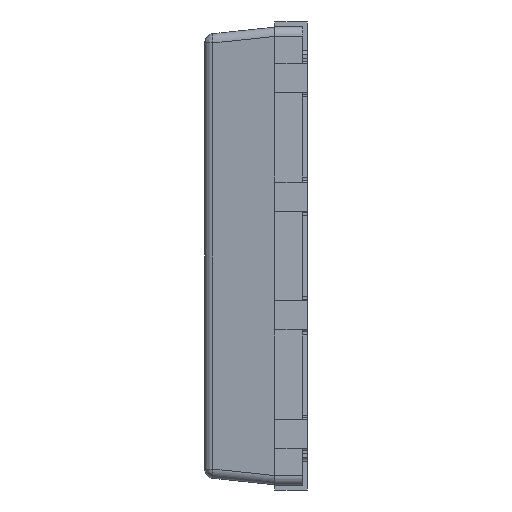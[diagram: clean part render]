
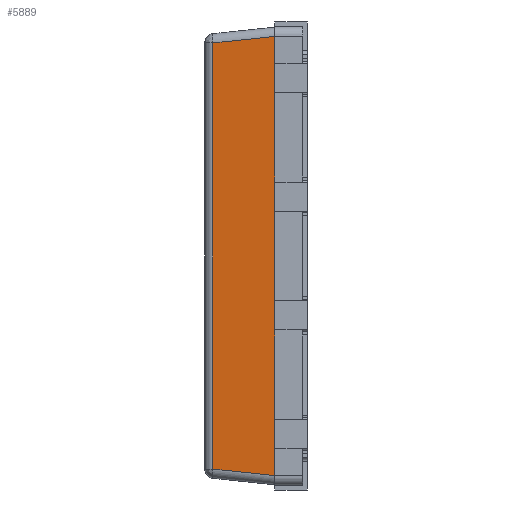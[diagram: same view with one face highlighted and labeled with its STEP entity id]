
A CAD part, left-side view. The second image highlights one B-rep face of the part: STEP entity #5889.
In plain terms, the highlighted planar face has unit normal (-0.995, 0.104, 0).
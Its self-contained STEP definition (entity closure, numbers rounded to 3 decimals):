
#110 = ORIENTED_EDGE ( 'NONE', *, *, #13718, .T. ) ;
#163 = PLANE ( 'NONE',  #7871 ) ;
#248 = CARTESIAN_POINT ( 'NONE',  ( -2.895, 0.35, 0.48 ) ) ;
#270 = EDGE_CURVE ( 'NONE', #13698, #11834, #3919, .T. ) ;
#535 = VECTOR ( 'NONE', #7509, 1000. ) ;
#560 = VERTEX_POINT ( 'NONE', #648 ) ;
#576 = EDGE_CURVE ( 'NONE', #12591, #10886, #13773, .T. ) ;
#648 = CARTESIAN_POINT ( 'NONE',  ( -2.895, 0.35, -2.346 ) ) ;
#758 = EDGE_CURVE ( 'NONE', #6677, #12591, #10149, .T. ) ;
#765 = EDGE_CURVE ( 'NONE', #3916, #6677, #7962, .T. ) ;
#979 = ORIENTED_EDGE ( 'NONE', *, *, #11697, .T. ) ;
#1003 = LINE ( 'NONE', #4178, #535 ) ;
#1363 = CARTESIAN_POINT ( 'NONE',  ( -2.895, 0.35, -2.27 ) ) ;
#1377 = CARTESIAN_POINT ( 'NONE',  ( -2.895, 0.35, 2.346 ) ) ;
#1608 = EDGE_CURVE ( 'NONE', #4380, #13380, #8250, .T. ) ;
#2050 = DIRECTION ( 'NONE',  ( 0.104, 0.989, -0.104 ) ) ;
#2051 = ORIENTED_EDGE ( 'NONE', *, *, #576, .T. ) ;
#2106 = VECTOR ( 'NONE', #7995, 1000. ) ;
#2303 = CARTESIAN_POINT ( 'NONE',  ( -2.895, 0.35, 1.75 ) ) ;
#2339 = DIRECTION ( 'NONE',  ( 0., 0., 1. ) ) ;
#2414 = EDGE_CURVE ( 'NONE', #9235, #3916, #6846, .T. ) ;
#2461 = VECTOR ( 'NONE', #11796, 1000. ) ;
#3114 = EDGE_CURVE ( 'NONE', #7468, #13380, #6626, .T. ) ;
#3572 = FACE_OUTER_BOUND ( 'NONE', #9270, .T. ) ;
#3635 = DIRECTION ( 'NONE',  ( -0.995, 0.105, 0. ) ) ;
#3890 = VECTOR ( 'NONE', #13598, 1000. ) ;
#3916 = VERTEX_POINT ( 'NONE', #6090 ) ;
#3919 = LINE ( 'NONE', #12889, #9954 ) ;
#4178 = CARTESIAN_POINT ( 'NONE',  ( -2.895, 0.35, -2.27 ) ) ;
#4380 = VERTEX_POINT ( 'NONE', #4418 ) ;
#4394 = CARTESIAN_POINT ( 'NONE',  ( -2.826, 1.01, 2.276 ) ) ;
#4418 = CARTESIAN_POINT ( 'NONE',  ( -2.826, 1.01, -2.276 ) ) ;
#4581 = CARTESIAN_POINT ( 'NONE',  ( -2.895, 0.35, -2.27 ) ) ;
#5051 = DIRECTION ( 'NONE',  ( 0., 0., 1. ) ) ;
#5302 = ORIENTED_EDGE ( 'NONE', *, *, #6661, .T. ) ;
#5762 = VECTOR ( 'NONE', #13536, 1000. ) ;
#5889 = ADVANCED_FACE ( 'NONE', ( #3572 ), #163, .T. ) ;
#6071 = VECTOR ( 'NONE', #8468, 1000. ) ;
#6090 = CARTESIAN_POINT ( 'NONE',  ( -2.895, 0.35, -1.75 ) ) ;
#6114 = DIRECTION ( 'NONE',  ( 0., 0., 1. ) ) ;
#6346 = ORIENTED_EDGE ( 'NONE', *, *, #765, .T. ) ;
#6387 = EDGE_CURVE ( 'NONE', #4380, #560, #13055, .T. ) ;
#6626 = LINE ( 'NONE', #12331, #8466 ) ;
#6661 = EDGE_CURVE ( 'NONE', #11142, #13698, #8507, .T. ) ;
#6673 = ORIENTED_EDGE ( 'NONE', *, *, #270, .T. ) ;
#6677 = VERTEX_POINT ( 'NONE', #8365 ) ;
#6846 = LINE ( 'NONE', #12403, #14049 ) ;
#6851 = CARTESIAN_POINT ( 'NONE',  ( -2.895, 0.35, -0.48 ) ) ;
#6869 = CARTESIAN_POINT ( 'NONE',  ( -2.895, 0.35, -2.27 ) ) ;
#7340 = CARTESIAN_POINT ( 'NONE',  ( -2.895, 0.35, -2.27 ) ) ;
#7468 = VERTEX_POINT ( 'NONE', #1377 ) ;
#7509 = DIRECTION ( 'NONE',  ( 0., 0., 1. ) ) ;
#7553 = CARTESIAN_POINT ( 'NONE',  ( -2.895, 0.35, 2.06 ) ) ;
#7611 = VECTOR ( 'NONE', #11404, 1000. ) ;
#7871 = AXIS2_PLACEMENT_3D ( 'NONE', #4581, #3635, #8071 ) ;
#7962 = LINE ( 'NONE', #6869, #5762 ) ;
#7995 = DIRECTION ( 'NONE',  ( 0., 0., 1. ) ) ;
#8030 = CARTESIAN_POINT ( 'NONE',  ( -2.895, 0.35, -2.27 ) ) ;
#8071 = DIRECTION ( 'NONE',  ( -0.105, -0.995, 0. ) ) ;
#8250 = LINE ( 'NONE', #11753, #6071 ) ;
#8282 = VECTOR ( 'NONE', #5051, 1000. ) ;
#8365 = CARTESIAN_POINT ( 'NONE',  ( -2.895, 0.35, -0.79 ) ) ;
#8384 = DIRECTION ( 'NONE',  ( -0.104, -0.989, -0.104 ) ) ;
#8466 = VECTOR ( 'NONE', #2050, 1000. ) ;
#8468 = DIRECTION ( 'NONE',  ( 0., 0., 1. ) ) ;
#8499 = ORIENTED_EDGE ( 'NONE', *, *, #6387, .T. ) ;
#8507 = LINE ( 'NONE', #7340, #2461 ) ;
#8934 = LINE ( 'NONE', #1363, #2106 ) ;
#9062 = CARTESIAN_POINT ( 'NONE',  ( -2.895, 0.35, -2.27 ) ) ;
#9235 = VERTEX_POINT ( 'NONE', #11912 ) ;
#9270 = EDGE_LOOP ( 'NONE', ( #110, #9891, #11038, #8499, #13084, #12006, #6346, #14139, #2051, #979, #5302, #6673 ) ) ;
#9276 = LINE ( 'NONE', #8030, #3890 ) ;
#9891 = ORIENTED_EDGE ( 'NONE', *, *, #3114, .T. ) ;
#9954 = VECTOR ( 'NONE', #6114, 1000. ) ;
#10000 = VECTOR ( 'NONE', #8384, 1000. ) ;
#10149 = LINE ( 'NONE', #9062, #7611 ) ;
#10886 = VERTEX_POINT ( 'NONE', #248 ) ;
#11038 = ORIENTED_EDGE ( 'NONE', *, *, #1608, .F. ) ;
#11071 = CARTESIAN_POINT ( 'NONE',  ( -2.895, 0.35, 0.79 ) ) ;
#11142 = VERTEX_POINT ( 'NONE', #11071 ) ;
#11404 = DIRECTION ( 'NONE',  ( 0., 0., 1. ) ) ;
#11697 = EDGE_CURVE ( 'NONE', #10886, #11142, #9276, .T. ) ;
#11753 = CARTESIAN_POINT ( 'NONE',  ( -2.826, 1.01, 0. ) ) ;
#11796 = DIRECTION ( 'NONE',  ( 0., 0., 1. ) ) ;
#11834 = VERTEX_POINT ( 'NONE', #7553 ) ;
#11912 = CARTESIAN_POINT ( 'NONE',  ( -2.895, 0.35, -2.06 ) ) ;
#12006 = ORIENTED_EDGE ( 'NONE', *, *, #2414, .T. ) ;
#12331 = CARTESIAN_POINT ( 'NONE',  ( -2.895, 0.35, 2.346 ) ) ;
#12403 = CARTESIAN_POINT ( 'NONE',  ( -2.895, 0.35, -2.27 ) ) ;
#12591 = VERTEX_POINT ( 'NONE', #6851 ) ;
#12760 = CARTESIAN_POINT ( 'NONE',  ( -2.826, 1.01, -2.276 ) ) ;
#12889 = CARTESIAN_POINT ( 'NONE',  ( -2.895, 0.35, -2.27 ) ) ;
#13055 = LINE ( 'NONE', #12760, #10000 ) ;
#13084 = ORIENTED_EDGE ( 'NONE', *, *, #13193, .T. ) ;
#13193 = EDGE_CURVE ( 'NONE', #560, #9235, #1003, .T. ) ;
#13380 = VERTEX_POINT ( 'NONE', #4394 ) ;
#13536 = DIRECTION ( 'NONE',  ( 0., 0., 1. ) ) ;
#13598 = DIRECTION ( 'NONE',  ( 0., 0., 1. ) ) ;
#13698 = VERTEX_POINT ( 'NONE', #2303 ) ;
#13718 = EDGE_CURVE ( 'NONE', #11834, #7468, #8934, .T. ) ;
#13773 = LINE ( 'NONE', #13979, #8282 ) ;
#13979 = CARTESIAN_POINT ( 'NONE',  ( -2.895, 0.35, -2.27 ) ) ;
#14049 = VECTOR ( 'NONE', #2339, 1000. ) ;
#14139 = ORIENTED_EDGE ( 'NONE', *, *, #758, .T. ) ;
